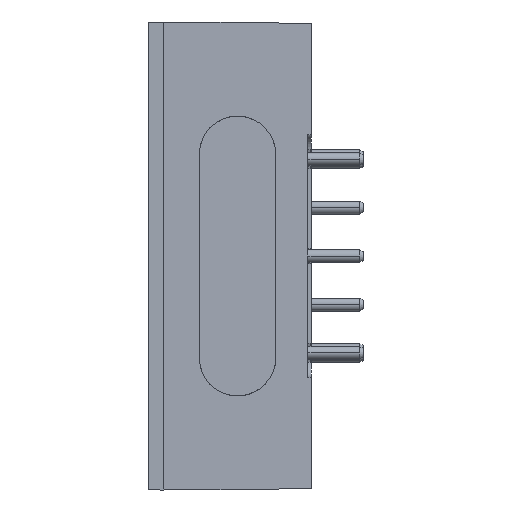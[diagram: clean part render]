
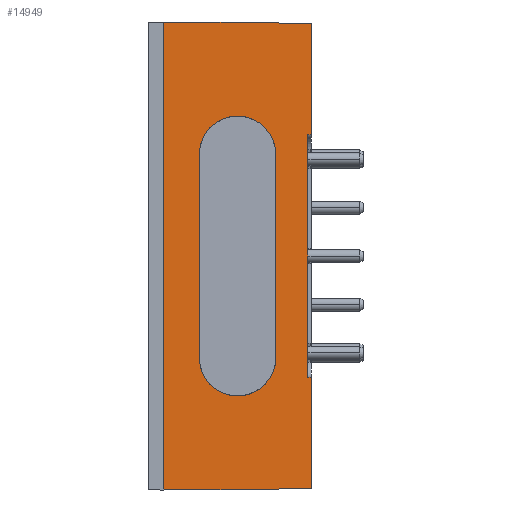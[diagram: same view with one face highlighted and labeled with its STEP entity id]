
A CAD part, left-side view. The second image highlights one B-rep face of the part: STEP entity #14949.
In plain terms, the highlighted planar face has unit normal (-1, -0.009, 0).
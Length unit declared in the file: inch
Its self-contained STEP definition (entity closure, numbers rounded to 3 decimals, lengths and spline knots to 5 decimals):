
#121 = CARTESIAN_POINT ( 'NONE',  ( -1.13976, 0.36929, 0.72449 ) ) ;
#126 = EDGE_LOOP ( 'NONE', ( #28958, #915, #16748, #23369, #29610 ) ) ;
#249 = CARTESIAN_POINT ( 'NONE',  ( -1.13674, 0.02283, 0.31504 ) ) ;
#406 = VERTEX_POINT ( 'NONE', #29438 ) ;
#451 = CARTESIAN_POINT ( 'NONE',  ( -1.13976, 0.36929, 0.72449 ) ) ;
#637 = VECTOR ( 'NONE', #20034, 39.37008 ) ;
#915 = ORIENTED_EDGE ( 'NONE', *, *, #17786, .F. ) ;
#1250 = VERTEX_POINT ( 'NONE', #19948 ) ;
#1693 = CARTESIAN_POINT ( 'NONE',  ( -1.13674, 0.02283, 0.55126 ) ) ;
#2067 = EDGE_CURVE ( 'NONE', #27717, #9967, #7870, .T. ) ;
#2577 = CARTESIAN_POINT ( 'NONE',  ( -1.13837, 0.21013, -0.43299 ) ) ;
#2733 = CARTESIAN_POINT ( 'NONE',  ( -1.13777, 0.14094, -0.43299 ) ) ;
#3043 = DIRECTION ( 'NONE',  ( -1., -0.009, 0. ) ) ;
#3100 = VERTEX_POINT ( 'NONE', #249 ) ;
#4104 = CARTESIAN_POINT ( 'NONE',  ( -1.13777, 0.14094, -0.43299 ) ) ;
#4585 =( BOUNDED_CURVE ( )  B_SPLINE_CURVE ( 3, ( #5647, #15616, #2577, #2733 ),
 .UNSPECIFIED., .F., .T. ) 
 B_SPLINE_CURVE_WITH_KNOTS ( ( 4, 4 ),
 ( 0., 1.5708 ),
 .UNSPECIFIED. ) 
 CURVE ( )  GEOMETRIC_REPRESENTATION_ITEM ( )  RATIONAL_B_SPLINE_CURVE ( ( 1., 0.805, 0.805, 1. ) ) 
 REPRESENTATION_ITEM ( '' )  );
#4673 = EDGE_CURVE ( 'NONE', #31960, #8804, #30600, .T. ) ;
#5361 = DIRECTION ( 'NONE',  ( -0.009, 1., -0.009 ) ) ;
#5563 = VERTEX_POINT ( 'NONE', #27429 ) ;
#5570 = CARTESIAN_POINT ( 'NONE',  ( -1.13976, 0.36929, 0.72449 ) ) ;
#5642 = PLANE ( 'NONE',  #25444 ) ;
#5647 = CARTESIAN_POINT ( 'NONE',  ( -1.1388, 0.25906, -0.31488 ) ) ;
#6138 = ORIENTED_EDGE ( 'NONE', *, *, #25570, .F. ) ;
#7256 = EDGE_CURVE ( 'NONE', #5563, #406, #9907, .T. ) ;
#7263 = CARTESIAN_POINT ( 'NONE',  ( -1.13674, 0.02283, -0.31488 ) ) ;
#7399 = DIRECTION ( 'NONE',  ( -0.009, 1., 0.009 ) ) ;
#7556 = CARTESIAN_POINT ( 'NONE',  ( -1.13578, -0.0874, 0.72449 ) ) ;
#7732 = ORIENTED_EDGE ( 'NONE', *, *, #21772, .F. ) ;
#7870 = LINE ( 'NONE', #5570, #27706 ) ;
#8109 = ORIENTED_EDGE ( 'NONE', *, *, #7256, .T. ) ;
#8257 = CARTESIAN_POINT ( 'NONE',  ( -1.13578, -0.0874, -0.37492 ) ) ;
#8804 = VERTEX_POINT ( 'NONE', #7263 ) ;
#9628 = CARTESIAN_POINT ( 'NONE',  ( -1.13588, -0.07559, 0.72449 ) ) ;
#9747 = ORIENTED_EDGE ( 'NONE', *, *, #26044, .T. ) ;
#9788 = ORIENTED_EDGE ( 'NONE', *, *, #21252, .F. ) ;
#9907 = LINE ( 'NONE', #17251, #637 ) ;
#9967 = VERTEX_POINT ( 'NONE', #121 ) ;
#10075 = CARTESIAN_POINT ( 'NONE',  ( -1.1388, 0.25906, 0.72449 ) ) ;
#10398 = DIRECTION ( 'NONE',  ( 0., 0., 1. ) ) ;
#10460 = DIRECTION ( 'NONE',  ( 0., 0., -1. ) ) ;
#10559 = CARTESIAN_POINT ( 'NONE',  ( -1.13674, 0.02283, 0.72449 ) ) ;
#10849 = CARTESIAN_POINT ( 'NONE',  ( -1.13777, 0.14094, -0.43299 ) ) ;
#11903 = VECTOR ( 'NONE', #20046, 39.37008 ) ;
#12807 = CARTESIAN_POINT ( 'NONE',  ( -1.13717, 0.07176, -0.43299 ) ) ;
#12996 = CARTESIAN_POINT ( 'NONE',  ( -1.13976, 0.36929, -0.37492 ) ) ;
#13352 = CARTESIAN_POINT ( 'NONE',  ( -1.13976, 0.36929, -0.72433 ) ) ;
#13481 = VECTOR ( 'NONE', #20387, 39.37008 ) ;
#13722 = ORIENTED_EDGE ( 'NONE', *, *, #27267, .F. ) ;
#13949 = VECTOR ( 'NONE', #17520, 39.37008 ) ;
#14198 = LINE ( 'NONE', #9628, #24423 ) ;
#14683 = DIRECTION ( 'NONE',  ( 0., 0., -1. ) ) ;
#14819 = VERTEX_POINT ( 'NONE', #17119 ) ;
#14949 = ADVANCED_FACE ( 'NONE', ( #22514, #19903 ), #5642, .T. ) ;
#15048 = VERTEX_POINT ( 'NONE', #15612 ) ;
#15135 = VERTEX_POINT ( 'NONE', #8257 ) ;
#15287 = DIRECTION ( 'NONE',  ( -0.009, 1., 0. ) ) ;
#15293 = DIRECTION ( 'NONE',  ( 0., 0., -1. ) ) ;
#15359 = EDGE_LOOP ( 'NONE', ( #7732, #8109, #13722, #23380, #19232, #6138, #9788, #9747 ) ) ;
#15612 = CARTESIAN_POINT ( 'NONE',  ( -1.1388, 0.25906, -0.31488 ) ) ;
#15616 = CARTESIAN_POINT ( 'NONE',  ( -1.1388, 0.25906, -0.38407 ) ) ;
#16012 = EDGE_CURVE ( 'NONE', #15048, #31960, #4585, .T. ) ;
#16712 = CARTESIAN_POINT ( 'NONE',  ( -1.1388, 0.25906, 0.31504 ) ) ;
#16748 = ORIENTED_EDGE ( 'NONE', *, *, #4673, .F. ) ;
#17119 = CARTESIAN_POINT ( 'NONE',  ( -1.13588, -0.07559, -0.37492 ) ) ;
#17251 = CARTESIAN_POINT ( 'NONE',  ( -1.13976, 0.36929, 0.37508 ) ) ;
#17520 = DIRECTION ( 'NONE',  ( 0., 0., -1. ) ) ;
#17786 = EDGE_CURVE ( 'NONE', #8804, #3100, #22982, .T. ) ;
#17968 = LINE ( 'NONE', #25035, #20826 ) ;
#18060 = LINE ( 'NONE', #10075, #11903 ) ;
#18599 = VERTEX_POINT ( 'NONE', #27109 ) ;
#18806 = VERTEX_POINT ( 'NONE', #23651 ) ;
#19172 = CARTESIAN_POINT ( 'NONE',  ( -1.13674, 0.02283, 0.31504 ) ) ;
#19232 = ORIENTED_EDGE ( 'NONE', *, *, #26455, .T. ) ;
#19743 = VECTOR ( 'NONE', #10398, 39.37008 ) ;
#19903 = FACE_OUTER_BOUND ( 'NONE', #15359, .T. ) ;
#19919 = LINE ( 'NONE', #451, #13481 ) ;
#19948 = CARTESIAN_POINT ( 'NONE',  ( -1.13976, 0.36929, -0.72433 ) ) ;
#20034 = DIRECTION ( 'NONE',  ( 0.009, -1., 0. ) ) ;
#20046 = DIRECTION ( 'NONE',  ( 0., 0., -1. ) ) ;
#20316 = LINE ( 'NONE', #7556, #13949 ) ;
#20387 = DIRECTION ( 'NONE',  ( 0., 0., -1. ) ) ;
#20497 = CARTESIAN_POINT ( 'NONE',  ( -1.13674, 0.02283, -0.31488 ) ) ;
#20826 = VECTOR ( 'NONE', #10460, 39.37008 ) ;
#21252 = EDGE_CURVE ( 'NONE', #15135, #18806, #20316, .T. ) ;
#21772 = EDGE_CURVE ( 'NONE', #5563, #14819, #14198, .T. ) ;
#22514 = FACE_BOUND ( 'NONE', #126, .T. ) ;
#22982 = LINE ( 'NONE', #10559, #19743 ) ;
#23369 = ORIENTED_EDGE ( 'NONE', *, *, #16012, .F. ) ;
#23380 = ORIENTED_EDGE ( 'NONE', *, *, #2067, .T. ) ;
#23651 = CARTESIAN_POINT ( 'NONE',  ( -1.13578, -0.0874, -0.72035 ) ) ;
#24423 = VECTOR ( 'NONE', #14683, 39.37008 ) ;
#24973 = EDGE_CURVE ( 'NONE', #3100, #18599, #28428, .T. ) ;
#25035 = CARTESIAN_POINT ( 'NONE',  ( -1.13578, -0.0874, 0.72449 ) ) ;
#25444 = AXIS2_PLACEMENT_3D ( 'NONE', #30174, #3043, #15293 ) ;
#25570 = EDGE_CURVE ( 'NONE', #18806, #1250, #28076, .T. ) ;
#25624 = CARTESIAN_POINT ( 'NONE',  ( -1.13578, -0.0874, 0.7205 ) ) ;
#25961 = EDGE_CURVE ( 'NONE', #18599, #15048, #18060, .T. ) ;
#26044 = EDGE_CURVE ( 'NONE', #15135, #14819, #27726, .T. ) ;
#26455 = EDGE_CURVE ( 'NONE', #9967, #1250, #19919, .T. ) ;
#26861 = CARTESIAN_POINT ( 'NONE',  ( -1.1388, 0.25906, 0.55126 ) ) ;
#27109 = CARTESIAN_POINT ( 'NONE',  ( -1.1388, 0.25906, 0.31504 ) ) ;
#27267 = EDGE_CURVE ( 'NONE', #27717, #406, #17968, .T. ) ;
#27429 = CARTESIAN_POINT ( 'NONE',  ( -1.13588, -0.07559, 0.37508 ) ) ;
#27706 = VECTOR ( 'NONE', #7399, 39.37008 ) ;
#27717 = VERTEX_POINT ( 'NONE', #25624 ) ;
#27726 = LINE ( 'NONE', #12996, #30682 ) ;
#28076 = LINE ( 'NONE', #13352, #31737 ) ;
#28428 =( BOUNDED_CURVE ( )  B_SPLINE_CURVE ( 3, ( #19172, #1693, #26861, #16712 ),
 .UNSPECIFIED., .F., .T. ) 
 B_SPLINE_CURVE_WITH_KNOTS ( ( 4, 4 ),
 ( 3.14159, 6.28319 ),
 .UNSPECIFIED. ) 
 CURVE ( )  GEOMETRIC_REPRESENTATION_ITEM ( )  RATIONAL_B_SPLINE_CURVE ( ( 1., 0.333, 0.333, 1. ) ) 
 REPRESENTATION_ITEM ( '' )  );
#28958 = ORIENTED_EDGE ( 'NONE', *, *, #24973, .F. ) ;
#29438 = CARTESIAN_POINT ( 'NONE',  ( -1.13578, -0.0874, 0.37508 ) ) ;
#29610 = ORIENTED_EDGE ( 'NONE', *, *, #25961, .F. ) ;
#30174 = CARTESIAN_POINT ( 'NONE',  ( -1.13976, 0.36929, 0.72449 ) ) ;
#30600 =( BOUNDED_CURVE ( )  B_SPLINE_CURVE ( 3, ( #10849, #12807, #30774, #20497 ),
 .UNSPECIFIED., .F., .T. ) 
 B_SPLINE_CURVE_WITH_KNOTS ( ( 4, 4 ),
 ( 1.5708, 3.14159 ),
 .UNSPECIFIED. ) 
 CURVE ( )  GEOMETRIC_REPRESENTATION_ITEM ( )  RATIONAL_B_SPLINE_CURVE ( ( 1., 0.805, 0.805, 1. ) ) 
 REPRESENTATION_ITEM ( '' )  );
#30682 = VECTOR ( 'NONE', #15287, 39.37008 ) ;
#30774 = CARTESIAN_POINT ( 'NONE',  ( -1.13674, 0.02283, -0.38407 ) ) ;
#31737 = VECTOR ( 'NONE', #5361, 39.37008 ) ;
#31960 = VERTEX_POINT ( 'NONE', #4104 ) ;
